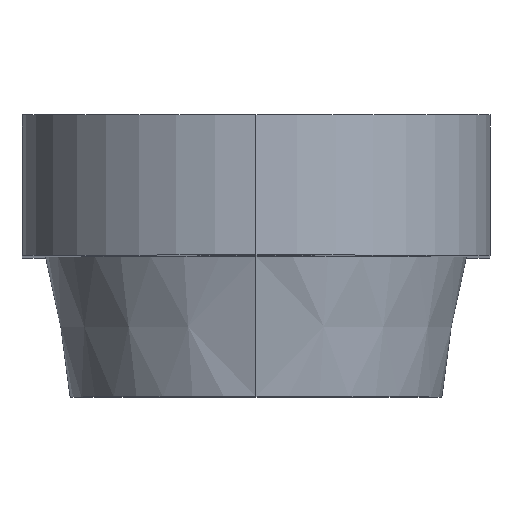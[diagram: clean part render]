
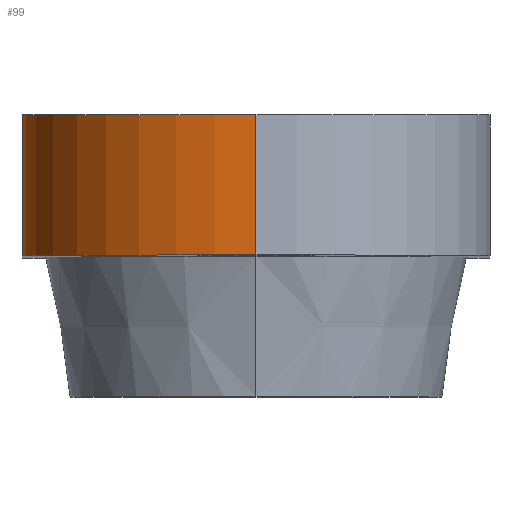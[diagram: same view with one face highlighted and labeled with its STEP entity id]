
A CAD part, top view. The second image highlights one B-rep face of the part: STEP entity #99.
In plain terms, the highlighted cylindrical face has radius 5 mm (diameter 10 mm), a partial arc.
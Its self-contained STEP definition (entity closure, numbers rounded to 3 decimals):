
#6 = CARTESIAN_POINT ( 'NONE',  ( 0., 3., 21.5 ) ) ;
#34 = FACE_OUTER_BOUND ( 'NONE', #591, .T. ) ;
#84 = CARTESIAN_POINT ( 'NONE',  ( 0., 0., 16.5 ) ) ;
#99 = ADVANCED_FACE ( 'NONE', ( #34 ), #936, .T. ) ;
#100 = CARTESIAN_POINT ( 'NONE',  ( -5., 3., 16.5 ) ) ;
#107 = DIRECTION ( 'NONE',  ( 0., -1., 0. ) ) ;
#123 = VECTOR ( 'NONE', #107, 1000. ) ;
#183 = DIRECTION ( 'NONE',  ( 0., 0., 1. ) ) ;
#249 = VERTEX_POINT ( 'NONE', #282 ) ;
#282 = CARTESIAN_POINT ( 'NONE',  ( 0., 0., 21.5 ) ) ;
#322 = AXIS2_PLACEMENT_3D ( 'NONE', #84, #916, #183 ) ;
#360 = CARTESIAN_POINT ( 'NONE',  ( 0., 3., 16.5 ) ) ;
#396 = AXIS2_PLACEMENT_3D ( 'NONE', #360, #1118, #517 ) ;
#420 = AXIS2_PLACEMENT_3D ( 'NONE', #877, #1323, #879 ) ;
#438 = EDGE_CURVE ( 'NONE', #1162, #1233, #1262, .T. ) ;
#440 = ORIENTED_EDGE ( 'NONE', *, *, #580, .F. ) ;
#492 = LINE ( 'NONE', #6, #123 ) ;
#495 = CARTESIAN_POINT ( 'NONE',  ( -5., 3., 16.5 ) ) ;
#508 = EDGE_CURVE ( 'NONE', #996, #1162, #854, .T. ) ;
#517 = DIRECTION ( 'NONE',  ( 0., 0., 1. ) ) ;
#562 = CARTESIAN_POINT ( 'NONE',  ( -5., 0., 16.5 ) ) ;
#580 = EDGE_CURVE ( 'NONE', #249, #996, #787, .T. ) ;
#591 = EDGE_LOOP ( 'NONE', ( #836, #1171, #1329, #440 ) ) ;
#783 = EDGE_CURVE ( 'NONE', #1233, #249, #492, .T. ) ;
#787 = CIRCLE ( 'NONE', #322, 5. ) ;
#836 = ORIENTED_EDGE ( 'NONE', *, *, #783, .F. ) ;
#854 = LINE ( 'NONE', #100, #1075 ) ;
#877 = CARTESIAN_POINT ( 'NONE',  ( 0., 3., 16.5 ) ) ;
#879 = DIRECTION ( 'NONE',  ( 0., 0., -1. ) ) ;
#916 = DIRECTION ( 'NONE',  ( 0., -1., 0. ) ) ;
#930 = DIRECTION ( 'NONE',  ( 0., 1., 0. ) ) ;
#936 = CYLINDRICAL_SURFACE ( 'NONE', #420, 5. ) ;
#996 = VERTEX_POINT ( 'NONE', #562 ) ;
#1021 = CARTESIAN_POINT ( 'NONE',  ( 0., 3., 21.5 ) ) ;
#1075 = VECTOR ( 'NONE', #930, 1000. ) ;
#1118 = DIRECTION ( 'NONE',  ( 0., 1., 0. ) ) ;
#1162 = VERTEX_POINT ( 'NONE', #495 ) ;
#1171 = ORIENTED_EDGE ( 'NONE', *, *, #438, .F. ) ;
#1233 = VERTEX_POINT ( 'NONE', #1021 ) ;
#1262 = CIRCLE ( 'NONE', #396, 5. ) ;
#1323 = DIRECTION ( 'NONE',  ( 0., -1., 0. ) ) ;
#1329 = ORIENTED_EDGE ( 'NONE', *, *, #508, .F. ) ;
